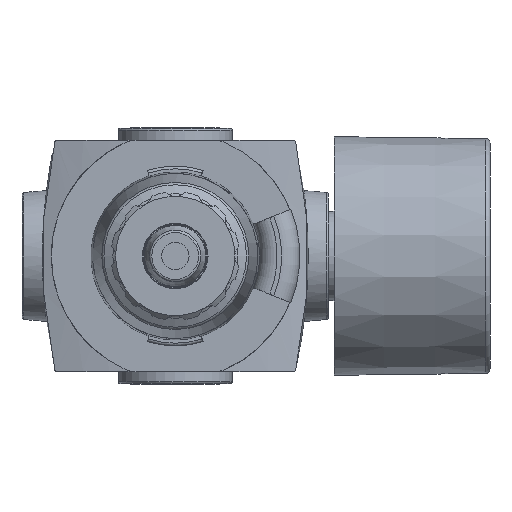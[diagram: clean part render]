
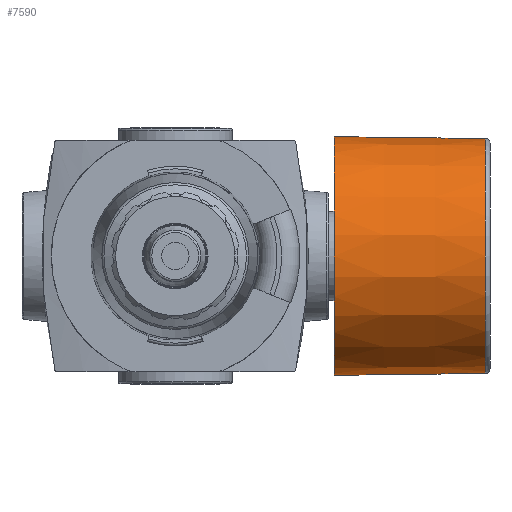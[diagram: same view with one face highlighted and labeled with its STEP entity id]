
A CAD part, front view. The second image highlights one B-rep face of the part: STEP entity #7590.
In plain terms, the highlighted conical face has half-angle 0.694 degrees and reference radius 13 mm.
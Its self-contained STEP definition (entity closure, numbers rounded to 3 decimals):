
#200=CONICAL_SURFACE('',#8271,13.,0.012);
#1189=CIRCLE('',#8270,13.);
#1190=CIRCLE('',#8272,12.8);
#2613=ORIENTED_EDGE('',*,*,#3329,.F.);
#2614=ORIENTED_EDGE('',*,*,#3328,.T.);
#3328=EDGE_CURVE('',#3835,#3835,#1189,.T.);
#3329=EDGE_CURVE('',#3836,#3836,#1190,.T.);
#3835=VERTEX_POINT('',#11913);
#3836=VERTEX_POINT('',#11916);
#4425=EDGE_LOOP('',(#2613));
#4426=EDGE_LOOP('',(#2614));
#4899=FACE_BOUND('',#4425,.T.);
#4900=FACE_BOUND('',#4426,.T.);
#7590=ADVANCED_FACE('',(#4899,#4900),#200,.T.);
#8270=AXIS2_PLACEMENT_3D('',#11912,#9875,#9876);
#8271=AXIS2_PLACEMENT_3D('',#11914,#9877,#9878);
#8272=AXIS2_PLACEMENT_3D('',#11915,#9879,#9880);
#9875=DIRECTION('',(1.,0.,0.));
#9876=DIRECTION('',(0.,0.,-1.));
#9877=DIRECTION('',(-1.,0.,0.));
#9878=DIRECTION('',(0.,0.,1.));
#9879=DIRECTION('',(1.,0.,0.));
#9880=DIRECTION('',(0.,0.,-1.));
#11912=CARTESIAN_POINT('',(-17.,0.,0.));
#11913=CARTESIAN_POINT('',(-17.,0.,-13.));
#11914=CARTESIAN_POINT('',(-17.,0.,0.));
#11915=CARTESIAN_POINT('',(-0.494,0.,0.));
#11916=CARTESIAN_POINT('',(-0.494,0.,-12.8));
